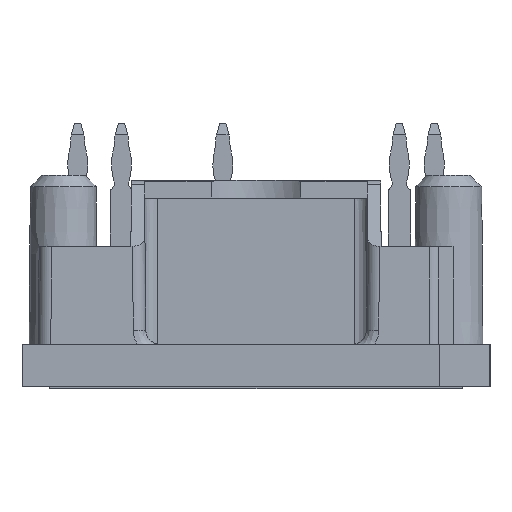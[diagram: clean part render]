
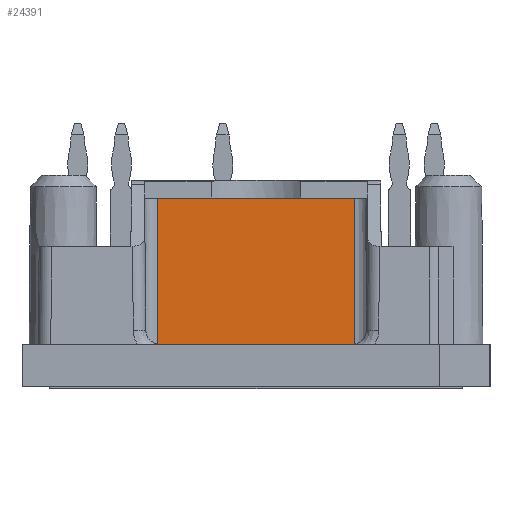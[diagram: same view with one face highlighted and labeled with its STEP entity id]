
A CAD part, left-side view. The second image highlights one B-rep face of the part: STEP entity #24391.
In plain terms, the highlighted planar face has unit normal (-1, 0, -0.009).
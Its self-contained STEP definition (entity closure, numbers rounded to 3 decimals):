
#1185=ORIENTED_EDGE('',*,*,#6381,.T.);
#1186=ORIENTED_EDGE('',*,*,#6382,.T.);
#1187=ORIENTED_EDGE('',*,*,#6383,.T.);
#1188=ORIENTED_EDGE('',*,*,#6378,.F.);
#6378=EDGE_CURVE('',#8976,#8977,#10686,.T.);
#6381=EDGE_CURVE('',#8976,#8979,#10688,.F.);
#6382=EDGE_CURVE('',#8979,#8980,#10689,.T.);
#6383=EDGE_CURVE('',#8980,#8977,#10690,.F.);
#8976=VERTEX_POINT('',#32449);
#8977=VERTEX_POINT('',#32451);
#8979=VERTEX_POINT('',#32457);
#8980=VERTEX_POINT('',#32459);
#10686=LINE('',#32450,#12638);
#10688=LINE('',#32456,#12640);
#10689=LINE('',#32458,#12641);
#10690=LINE('',#32460,#12642);
#12638=VECTOR('',#27189,1000.);
#12640=VECTOR('',#27195,1000.);
#12641=VECTOR('',#27196,1000.);
#12642=VECTOR('',#27197,1000.);
#14558=EDGE_LOOP('',(#1185,#1186,#1187,#1188));
#15656=FACE_BOUND('',#14558,.T.);
#16734=PLANE('',#25415);
#24391=ADVANCED_FACE('',(#15656),#16734,.T.);
#25415=AXIS2_PLACEMENT_3D('',#32455,#27193,#27194);
#27189=DIRECTION('',(-0.009,0.,1.));
#27193=DIRECTION('',(-1.,0.,-0.009));
#27194=DIRECTION('',(-0.009,0.,1.));
#27195=DIRECTION('',(0.,1.,0.));
#27196=DIRECTION('',(-0.009,0.,1.));
#27197=DIRECTION('',(0.,-1.,0.));
#32449=CARTESIAN_POINT('',(-30.015,7.902,1.3));
#32450=CARTESIAN_POINT('',(-30.148,7.902,16.5));
#32451=CARTESIAN_POINT('',(-30.136,7.902,15.1));
#32455=CARTESIAN_POINT('',(-30.148,0.,16.5));
#32456=CARTESIAN_POINT('',(-30.015,-18.2,1.3));
#32457=CARTESIAN_POINT('',(-30.015,-7.902,1.3));
#32458=CARTESIAN_POINT('',(-30.148,-7.902,16.5));
#32459=CARTESIAN_POINT('',(-30.136,-7.902,15.1));
#32460=CARTESIAN_POINT('',(-30.136,0.,15.1));
